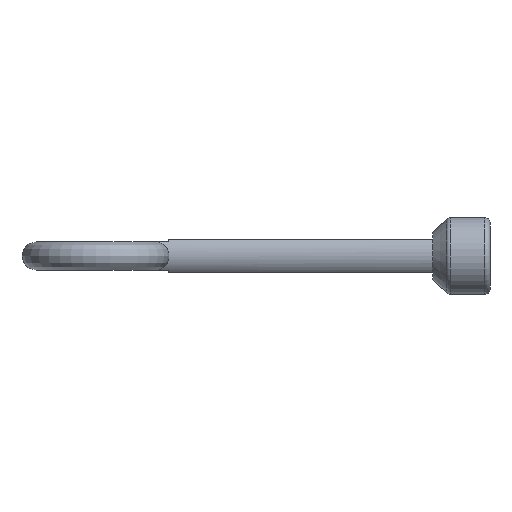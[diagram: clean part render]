
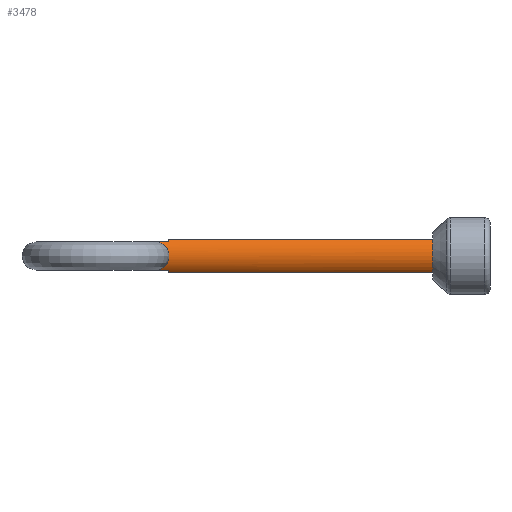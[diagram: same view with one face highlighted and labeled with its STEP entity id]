
A CAD part, left-side view. The second image highlights one B-rep face of the part: STEP entity #3478.
In plain terms, the highlighted cylindrical face has radius 4.522 mm (diameter 9.045 mm), a partial arc.
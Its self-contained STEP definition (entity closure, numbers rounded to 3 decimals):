
#106 = VERTEX_POINT ( 'NONE', #3755 ) ;
#125 = CARTESIAN_POINT ( 'NONE',  ( 0., -2.622, 0. ) ) ;
#239 = CARTESIAN_POINT ( 'NONE',  ( -3.957, -1.61, 2.206 ) ) ;
#298 = CARTESIAN_POINT ( 'NONE',  ( -4.303, -2.297, 1.402 ) ) ;
#325 = CARTESIAN_POINT ( 'NONE',  ( -4.522, -2.672, 0.192 ) ) ;
#352 = CARTESIAN_POINT ( 'NONE',  ( -4.196, -2.109, -1.709 ) ) ;
#410 = ORIENTED_EDGE ( 'NONE', *, *, #2747, .T. ) ;
#471 = CARTESIAN_POINT ( 'NONE',  ( -3.58, 0.091, -2.764 ) ) ;
#513 = CARTESIAN_POINT ( 'NONE',  ( -3.128, -53.676, -3.266 ) ) ;
#532 = CARTESIAN_POINT ( 'NONE',  ( -3.58, -34.581, 2.764 ) ) ;
#572 = DIRECTION ( 'NONE',  ( 0., 1., 0. ) ) ;
#605 = DIRECTION ( 'NONE',  ( 0., 1., 0. ) ) ;
#729 = CARTESIAN_POINT ( 'NONE',  ( -3.58, 0.091, 2.764 ) ) ;
#750 = FACE_OUTER_BOUND ( 'NONE', #2820, .T. ) ;
#760 = CARTESIAN_POINT ( 'NONE',  ( -4.511, -2.653, 0.375 ) ) ;
#761 = VERTEX_POINT ( 'NONE', #4984 ) ;
#776 = DIRECTION ( 'NONE',  ( 0., 1., 0. ) ) ;
#821 = CARTESIAN_POINT ( 'NONE',  ( -3.649, -0.64, 2.672 ) ) ;
#956 = EDGE_CURVE ( 'NONE', #5049, #5323, #1278, .T. ) ;
#993 = ORIENTED_EDGE ( 'NONE', *, *, #5742, .F. ) ;
#1124 = DIRECTION ( 'NONE',  ( 0., 0., 1. ) ) ;
#1140 = DIRECTION ( 'NONE',  ( 0., 0., 1. ) ) ;
#1249 = CARTESIAN_POINT ( 'NONE',  ( -4.523, -2.673, -0.182 ) ) ;
#1276 = CARTESIAN_POINT ( 'NONE',  ( -4.311, -2.314, -1.41 ) ) ;
#1278 = LINE ( 'NONE', #2711, #4128 ) ;
#1552 = DIRECTION ( 'NONE',  ( 0., 0., -1. ) ) ;
#1566 = CARTESIAN_POINT ( 'NONE',  ( 0., -53.676, 0. ) ) ;
#1630 = DIRECTION ( 'NONE',  ( 0., 1., 0. ) ) ;
#1654 = CARTESIAN_POINT ( 'NONE',  ( -4.433, -2.524, 0.913 ) ) ;
#1749 = CARTESIAN_POINT ( 'NONE',  ( -3.956, -1.598, -2.195 ) ) ;
#1779 = CARTESIAN_POINT ( 'NONE',  ( -3.69, -0.819, -2.616 ) ) ;
#1919 = ORIENTED_EDGE ( 'NONE', *, *, #3091, .F. ) ;
#2007 = DIRECTION ( 'NONE',  ( 0., -1., 0. ) ) ;
#2008 = VECTOR ( 'NONE', #5685, 1000. ) ;
#2134 = CARTESIAN_POINT ( 'NONE',  ( -3.58, -2.622, 2.764 ) ) ;
#2144 = VERTEX_POINT ( 'NONE', #2134 ) ;
#2146 = ORIENTED_EDGE ( 'NONE', *, *, #956, .T. ) ;
#2153 = CARTESIAN_POINT ( 'NONE',  ( -3.58, 0.091, -2.764 ) ) ;
#2181 = CARTESIAN_POINT ( 'NONE',  ( -4.467, -2.581, -0.73 ) ) ;
#2199 = VECTOR ( 'NONE', #572, 1000. ) ;
#2242 = CARTESIAN_POINT ( 'NONE',  ( -4.136, -1.984, 1.834 ) ) ;
#2298 = CIRCLE ( 'NONE', #5471, 4.522 ) ;
#2405 = EDGE_CURVE ( 'NONE', #2490, #5049, #3491, .T. ) ;
#2485 = CARTESIAN_POINT ( 'NONE',  ( 0., -2.622, 0. ) ) ;
#2490 = VERTEX_POINT ( 'NONE', #513 ) ;
#2621 = CARTESIAN_POINT ( 'NONE',  ( -3.84, -1.304, -2.392 ) ) ;
#2623 = LINE ( 'NONE', #4924, #6069 ) ;
#2711 = CARTESIAN_POINT ( 'NONE',  ( -3.128, -34.581, 3.266 ) ) ;
#2747 = EDGE_CURVE ( 'NONE', #761, #3276, #5982, .T. ) ;
#2820 = EDGE_LOOP ( 'NONE', ( #3949, #4028, #2146, #2889, #4704, #410, #1919, #993 ) ) ;
#2889 = ORIENTED_EDGE ( 'NONE', *, *, #4467, .T. ) ;
#2930 = LINE ( 'NONE', #3461, #2199 ) ;
#3091 = EDGE_CURVE ( 'NONE', #106, #3276, #2930, .T. ) ;
#3122 = CARTESIAN_POINT ( 'NONE',  ( -3.595, -0.281, -2.745 ) ) ;
#3151 = CARTESIAN_POINT ( 'NONE',  ( -3.785, -1.148, -2.477 ) ) ;
#3182 = DIRECTION ( 'NONE',  ( 0., 1., 0. ) ) ;
#3276 = VERTEX_POINT ( 'NONE', #471 ) ;
#3338 = CARTESIAN_POINT ( 'NONE',  ( -3.128, -2.622, 3.266 ) ) ;
#3461 = CARTESIAN_POINT ( 'NONE',  ( -3.58, -34.581, -2.764 ) ) ;
#3478 = ADVANCED_FACE ( 'NONE', ( #750 ), #5465, .T. ) ;
#3491 = CIRCLE ( 'NONE', #5868, 4.523 ) ;
#3518 = CARTESIAN_POINT ( 'NONE',  ( 0., -34.581, 0. ) ) ;
#3590 = CARTESIAN_POINT ( 'NONE',  ( -3.58, -0.097, -2.764 ) ) ;
#3624 = CARTESIAN_POINT ( 'NONE',  ( -3.58, -0.097, 2.764 ) ) ;
#3755 = CARTESIAN_POINT ( 'NONE',  ( -3.58, -2.622, -2.764 ) ) ;
#3858 = LINE ( 'NONE', #532, #2008 ) ;
#3949 = ORIENTED_EDGE ( 'NONE', *, *, #6043, .F. ) ;
#3980 = EDGE_CURVE ( 'NONE', #2144, #761, #3858, .T. ) ;
#4028 = ORIENTED_EDGE ( 'NONE', *, *, #2405, .T. ) ;
#4128 = VECTOR ( 'NONE', #3182, 1000. ) ;
#4152 = CARTESIAN_POINT ( 'NONE',  ( -3.595, -0.28, 2.745 ) ) ;
#4229 = CARTESIAN_POINT ( 'NONE',  ( -3.128, -53.676, 3.266 ) ) ;
#4467 = EDGE_CURVE ( 'NONE', #5323, #2144, #6077, .T. ) ;
#4520 = CARTESIAN_POINT ( 'NONE',  ( -4.434, -2.526, -0.908 ) ) ;
#4554 = CARTESIAN_POINT ( 'NONE',  ( -4.511, -2.654, -0.369 ) ) ;
#4614 = CARTESIAN_POINT ( 'NONE',  ( -3.69, -0.816, 2.617 ) ) ;
#4677 = AXIS2_PLACEMENT_3D ( 'NONE', #3518, #5401, #1140 ) ;
#4704 = ORIENTED_EDGE ( 'NONE', *, *, #3980, .T. ) ;
#4924 = CARTESIAN_POINT ( 'NONE',  ( -3.128, -34.581, -3.266 ) ) ;
#4957 = DIRECTION ( 'NONE',  ( 0., 0., 1. ) ) ;
#4984 = CARTESIAN_POINT ( 'NONE',  ( -3.58, 0.091, 2.764 ) ) ;
#5049 = VERTEX_POINT ( 'NONE', #4229 ) ;
#5323 = VERTEX_POINT ( 'NONE', #3338 ) ;
#5329 = VERTEX_POINT ( 'NONE', #5792 ) ;
#5401 = DIRECTION ( 'NONE',  ( 0., 1., 0. ) ) ;
#5465 = CYLINDRICAL_SURFACE ( 'NONE', #4677, 4.522 ) ;
#5471 = AXIS2_PLACEMENT_3D ( 'NONE', #2485, #776, #1552 ) ;
#5477 = CARTESIAN_POINT ( 'NONE',  ( -4.466, -2.579, 0.735 ) ) ;
#5507 = CARTESIAN_POINT ( 'NONE',  ( -4.195, -2.098, 1.696 ) ) ;
#5567 = CARTESIAN_POINT ( 'NONE',  ( -3.65, -0.642, -2.671 ) ) ;
#5676 = AXIS2_PLACEMENT_3D ( 'NONE', #125, #2007, #1124 ) ;
#5685 = DIRECTION ( 'NONE',  ( 0., 1., 0. ) ) ;
#5742 = EDGE_CURVE ( 'NONE', #5329, #106, #2298, .T. ) ;
#5792 = CARTESIAN_POINT ( 'NONE',  ( -3.128, -2.622, -3.266 ) ) ;
#5868 = AXIS2_PLACEMENT_3D ( 'NONE', #1566, #1630, #4957 ) ;
#5912 = CARTESIAN_POINT ( 'NONE',  ( -4.351, -2.382, 1.246 ) ) ;
#5982 = B_SPLINE_CURVE_WITH_KNOTS ( 'NONE', 3,
 ( #729, #3624, #4152, #821, #4614, #6005, #239, #2242, #5507, #298, #5912, #1654, #5477, #760, #325, #1249, #4554, #2181, #4520, #1276, #352, #6033, #1749, #2621, #3151, #1779, #5567, #3122, #3590, #2153 ),
 .UNSPECIFIED., .F., .F.,
 ( 4, 2, 2, 2, 2, 2, 2, 2, 2, 2, 2, 2, 2, 2, 4 ),
 ( 0., 0.001, 0.001, 0.002, 0.003, 0.003, 0.004, 0.004, 0.005, 0.006, 0.007, 0.007, 0.008, 0.008, 0.009 ),
 .UNSPECIFIED. ) ;
#6005 = CARTESIAN_POINT ( 'NONE',  ( -3.832, -1.313, 2.408 ) ) ;
#6033 = CARTESIAN_POINT ( 'NONE',  ( -4.017, -1.735, -2.082 ) ) ;
#6043 = EDGE_CURVE ( 'NONE', #2490, #5329, #2623, .T. ) ;
#6069 = VECTOR ( 'NONE', #605, 1000. ) ;
#6077 = CIRCLE ( 'NONE', #5676, 4.522 ) ;
